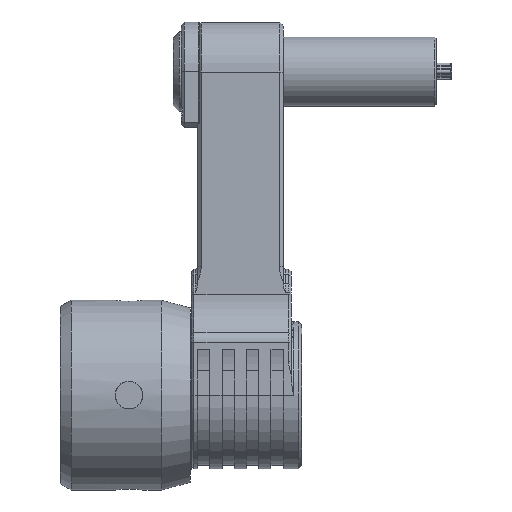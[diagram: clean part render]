
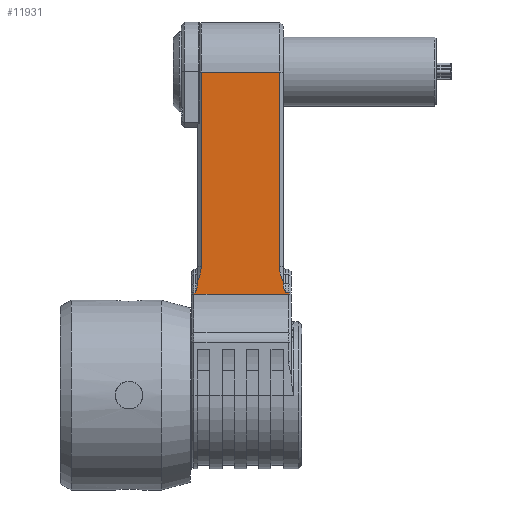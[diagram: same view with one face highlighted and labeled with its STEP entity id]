
A CAD part, left-side view. The second image highlights one B-rep face of the part: STEP entity #11931.
In plain terms, the highlighted planar face has unit normal (-1, 0, 0).
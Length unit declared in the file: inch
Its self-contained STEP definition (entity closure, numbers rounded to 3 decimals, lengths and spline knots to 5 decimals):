
#226=DIRECTION('',(0.,-1.,0.));
#227=VECTOR('',#226,0.61024);
#228=CARTESIAN_POINT('',(-0.3189,0.29921,
-1.43228));
#229=LINE('',#228,#227);
#244=DIRECTION('',(0.,0.,-1.));
#245=VECTOR('',#244,1.25201);
#246=CARTESIAN_POINT('',(-0.3189,-0.25197,
-0.00315));
#247=LINE('',#246,#245);
#248=CARTESIAN_POINT('',(-0.3189,-0.27559,
-1.35445));
#249=CARTESIAN_POINT('',(-0.3189,-0.27435,
-1.35168));
#250=CARTESIAN_POINT('',(-0.3189,-0.27188,
-1.34603));
#251=CARTESIAN_POINT('',(-0.3189,-0.26824,
-1.33698));
#252=CARTESIAN_POINT('',(-0.3189,-0.26491,
-1.32786));
#253=CARTESIAN_POINT('',(-0.3189,-0.26202,
-1.31902));
#254=CARTESIAN_POINT('',(-0.3189,-0.25964,
-1.31082));
#255=CARTESIAN_POINT('',(-0.3189,-0.25766,
-1.30301));
#256=CARTESIAN_POINT('',(-0.3189,-0.25599,
-1.29538));
#257=CARTESIAN_POINT('',(-0.3189,-0.25459,
-1.28769));
#258=CARTESIAN_POINT('',(-0.3189,-0.25343,
-1.27967));
#259=CARTESIAN_POINT('',(-0.3189,-0.25259,
-1.27147));
#260=CARTESIAN_POINT('',(-0.3189,-0.25208,
-1.26322));
#261=CARTESIAN_POINT('',(-0.3189,-0.25197,
-1.25783));
#262=CARTESIAN_POINT('',(-0.3189,-0.25197,
-1.25516));
#264=DIRECTION('',(0.,1.,0.));
#265=VECTOR('',#264,0.01969);
#266=CARTESIAN_POINT('',(-0.3189,-0.31102,
-1.42159));
#267=LINE('',#266,#265);
#268=DIRECTION('',(0.,0.,1.));
#269=VECTOR('',#268,0.01069);
#270=CARTESIAN_POINT('',(-0.3189,-0.31102,
-1.43228));
#271=LINE('',#270,#269);
#272=DIRECTION('',(0.,0.,1.));
#273=VECTOR('',#272,0.01069);
#274=CARTESIAN_POINT('',(-0.3189,0.29921,
-1.43228));
#275=LINE('',#274,#273);
#276=DIRECTION('',(0.,1.,0.));
#277=VECTOR('',#276,0.00787);
#278=CARTESIAN_POINT('',(-0.3189,0.29134,
-1.42159));
#279=LINE('',#278,#277);
#280=CARTESIAN_POINT('',(-0.3189,0.25197,
-1.25516));
#281=CARTESIAN_POINT('',(-0.3189,0.25197,
-1.25785));
#282=CARTESIAN_POINT('',(-0.3189,0.25208,
-1.26328));
#283=CARTESIAN_POINT('',(-0.3189,0.2526,
-1.27169));
#284=CARTESIAN_POINT('',(-0.3189,0.25348,
-1.28005));
#285=CARTESIAN_POINT('',(-0.3189,0.25466,
-1.28813));
#286=CARTESIAN_POINT('',(-0.3189,0.25607,
-1.29575));
#287=CARTESIAN_POINT('',(-0.3189,0.25771,
-1.30325));
#288=CARTESIAN_POINT('',(-0.3189,0.25967,
-1.31091));
#289=CARTESIAN_POINT('',(-0.3189,0.26201,
-1.31899));
#290=CARTESIAN_POINT('',(-0.3189,0.26489,
-1.3278));
#291=CARTESIAN_POINT('',(-0.3189,0.26823,
-1.33695));
#292=CARTESIAN_POINT('',(-0.3189,0.27189,
-1.34604));
#293=CARTESIAN_POINT('',(-0.3189,0.27435,
-1.35169));
#294=CARTESIAN_POINT('',(-0.3189,0.27559,
-1.35445));
#296=DIRECTION('',(0.,0.,-1.));
#297=VECTOR('',#296,1.25201);
#298=CARTESIAN_POINT('',(-0.3189,0.25197,
-0.00315));
#299=LINE('',#298,#297);
#305=DIRECTION('',(0.,1.,0.));
#306=VECTOR('',#305,0.50394);
#307=CARTESIAN_POINT('',(-0.3189,-0.25197,
-0.00315));
#308=LINE('',#307,#306);
#901=CARTESIAN_POINT('',(-0.3189,-0.29134,
-1.42159));
#902=CARTESIAN_POINT('',(-0.3189,-0.28997,
-1.41852));
#903=CARTESIAN_POINT('',(-0.3189,-0.28734,
-1.41264));
#904=CARTESIAN_POINT('',(-0.3189,-0.2839,
-1.40447));
#905=CARTESIAN_POINT('',(-0.3189,-0.28106,
-1.39698));
#906=CARTESIAN_POINT('',(-0.3189,-0.27888,
-1.39019));
#907=CARTESIAN_POINT('',(-0.3189,-0.2773,
-1.38406));
#908=CARTESIAN_POINT('',(-0.3189,-0.27626,
-1.37855));
#909=CARTESIAN_POINT('',(-0.3189,-0.2757,
-1.37364));
#910=CARTESIAN_POINT('',(-0.3189,-0.27559,
-1.37073));
#911=CARTESIAN_POINT('',(-0.3189,-0.27559,
-1.36936));
#950=DIRECTION('',(0.,0.,1.));
#951=VECTOR('',#950,0.01492);
#952=CARTESIAN_POINT('',(-0.3189,-0.27559,
-1.36936));
#953=LINE('',#952,#951);
#4020=DIRECTION('',(0.,0.,-1.));
#4021=VECTOR('',#4020,0.01492);
#4022=CARTESIAN_POINT('',(-0.3189,0.27559,
-1.35445));
#4023=LINE('',#4022,#4021);
#8887=CARTESIAN_POINT('',(-0.3189,0.27559,
-1.36936));
#8888=CARTESIAN_POINT('',(-0.3189,0.27559,
-1.37074));
#8889=CARTESIAN_POINT('',(-0.3189,0.2757,
-1.37369));
#8890=CARTESIAN_POINT('',(-0.3189,0.27627,
-1.37865));
#8891=CARTESIAN_POINT('',(-0.3189,0.27732,
-1.38418));
#8892=CARTESIAN_POINT('',(-0.3189,0.27892,
-1.39033));
#8893=CARTESIAN_POINT('',(-0.3189,0.28112,
-1.39713));
#8894=CARTESIAN_POINT('',(-0.3189,0.28394,
-1.40459));
#8895=CARTESIAN_POINT('',(-0.3189,0.28737,
-1.41271));
#8896=CARTESIAN_POINT('',(-0.3189,0.28998,
-1.41855));
#8897=CARTESIAN_POINT('',(-0.3189,0.29134,
-1.42159));
#10092=CARTESIAN_POINT('',(-0.3189,0.29134,
-1.42159));
#10094=VERTEX_POINT('',#10092);
#10096=CARTESIAN_POINT('',(-0.3189,0.27559,
-1.36936));
#10098=VERTEX_POINT('',#10096);
#10165=CARTESIAN_POINT('',(-0.3189,0.29921,
-1.43228));
#10166=VERTEX_POINT('',#10165);
#10169=CARTESIAN_POINT('',(-0.3189,0.29921,
-1.42159));
#10170=VERTEX_POINT('',#10169);
#10219=CARTESIAN_POINT('',(-0.3189,0.25197,
-0.00315));
#10220=CARTESIAN_POINT('',(-0.3189,0.25197,
-1.25516));
#10221=VERTEX_POINT('',#10219);
#10222=VERTEX_POINT('',#10220);
#10223=VERTEX_POINT('',#294);
#10298=CARTESIAN_POINT('',(-0.3189,-0.27559,
-1.36936));
#10299=VERTEX_POINT('',#10298);
#10300=CARTESIAN_POINT('',(-0.3189,-0.29134,
-1.42159));
#10301=VERTEX_POINT('',#10300);
#10342=CARTESIAN_POINT('',(-0.3189,-0.31102,
-1.43228));
#10343=CARTESIAN_POINT('',(-0.3189,-0.31102,
-1.42159));
#10344=VERTEX_POINT('',#10342);
#10345=VERTEX_POINT('',#10343);
#10376=VERTEX_POINT('',#248);
#10377=VERTEX_POINT('',#262);
#10380=CARTESIAN_POINT('',(-0.3189,-0.25197,
-0.00315));
#10381=VERTEX_POINT('',#10380);
#11897=CARTESIAN_POINT('',(-0.3189,0.,-0.00315));
#11898=DIRECTION('',(-1.,0.,0.));
#11899=DIRECTION('',(0.,0.,-1.));
#11900=AXIS2_PLACEMENT_3D('',#11897,#11898,#11899);
#11901=PLANE('',#11900);
#11903=ORIENTED_EDGE('',*,*,#11902,.F.);
#11905=ORIENTED_EDGE('',*,*,#11904,.T.);
#11907=ORIENTED_EDGE('',*,*,#11906,.F.);
#11909=ORIENTED_EDGE('',*,*,#11908,.F.);
#11911=ORIENTED_EDGE('',*,*,#11910,.F.);
#11913=ORIENTED_EDGE('',*,*,#11912,.F.);
#11915=ORIENTED_EDGE('',*,*,#11914,.F.);
#11916=ORIENTED_EDGE('',*,*,#11880,.F.);
#11918=ORIENTED_EDGE('',*,*,#11917,.T.);
#11920=ORIENTED_EDGE('',*,*,#11919,.F.);
#11922=ORIENTED_EDGE('',*,*,#11921,.F.);
#11924=ORIENTED_EDGE('',*,*,#11923,.F.);
#11926=ORIENTED_EDGE('',*,*,#11925,.F.);
#11928=ORIENTED_EDGE('',*,*,#11927,.F.);
#11929=EDGE_LOOP('',(#11903,#11905,#11907,#11909,#11911,#11913,#11915,#11916,
#11918,#11920,#11922,#11924,#11926,#11928));
#11930=FACE_OUTER_BOUND('',#11929,.F.);
#263=B_SPLINE_CURVE_WITH_KNOTS('',3,(#248,#249,#250,#251,#252,#253,#254,#255,
#256,#257,#258,#259,#260,#261,#262),.UNSPECIFIED.,.F.,.F.,(4,1,1,1,1,1,1,1,1,1,
1,1,4),(0.,0.08333,0.16667,0.25,0.33333,
0.41667,0.5,0.58333,0.66667,0.75,
0.83333,0.91667,1.),.UNSPECIFIED.);
#295=B_SPLINE_CURVE_WITH_KNOTS('',3,(#280,#281,#282,#283,#284,#285,#286,#287,
#288,#289,#290,#291,#292,#293,#294),.UNSPECIFIED.,.F.,.F.,(4,1,1,1,1,1,1,1,1,1,
1,1,4),(0.,0.08333,0.16667,0.25,0.33333,
0.41667,0.5,0.58333,0.66667,0.75,
0.83333,0.91667,1.),.UNSPECIFIED.);
#912=B_SPLINE_CURVE_WITH_KNOTS('',3,(#901,#902,#903,#904,#905,#906,#907,#908,
#909,#910,#911),.UNSPECIFIED.,.F.,.F.,(4,1,1,1,1,1,1,1,4),(0.,0.125,0.25,
0.375,0.5,0.625,0.75,0.875,1.),.UNSPECIFIED.);
#8898=B_SPLINE_CURVE_WITH_KNOTS('',3,(#8887,#8888,#8889,#8890,#8891,#8892,#8893,
#8894,#8895,#8896,#8897),.UNSPECIFIED.,.F.,.F.,(4,1,1,1,1,1,1,1,4),(0.,
0.125,0.25,0.375,0.5,0.625,0.75,0.875,1.),.UNSPECIFIED.);
#11880=EDGE_CURVE('',#10166,#10344,#229,.T.);
#11902=EDGE_CURVE('',#10381,#10221,#308,.T.);
#11904=EDGE_CURVE('',#10381,#10377,#247,.T.);
#11906=EDGE_CURVE('',#10376,#10377,#263,.T.);
#11908=EDGE_CURVE('',#10299,#10376,#953,.T.);
#11910=EDGE_CURVE('',#10301,#10299,#912,.T.);
#11912=EDGE_CURVE('',#10345,#10301,#267,.T.);
#11914=EDGE_CURVE('',#10344,#10345,#271,.T.);
#11917=EDGE_CURVE('',#10166,#10170,#275,.T.);
#11919=EDGE_CURVE('',#10094,#10170,#279,.T.);
#11921=EDGE_CURVE('',#10098,#10094,#8898,.T.);
#11923=EDGE_CURVE('',#10223,#10098,#4023,.T.);
#11925=EDGE_CURVE('',#10222,#10223,#295,.T.);
#11927=EDGE_CURVE('',#10221,#10222,#299,.T.);
#11931=ADVANCED_FACE('',(#11930),#11901,.T.);
